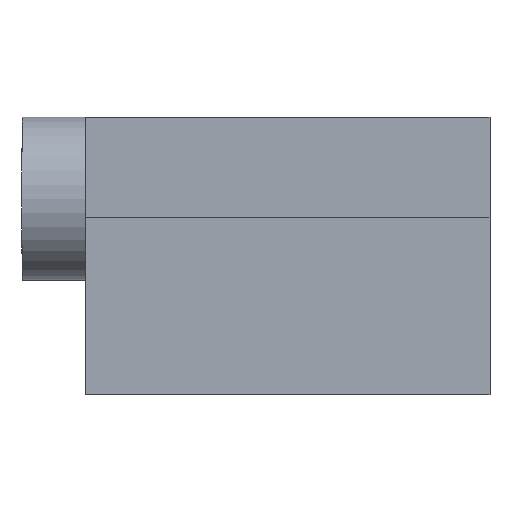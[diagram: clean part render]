
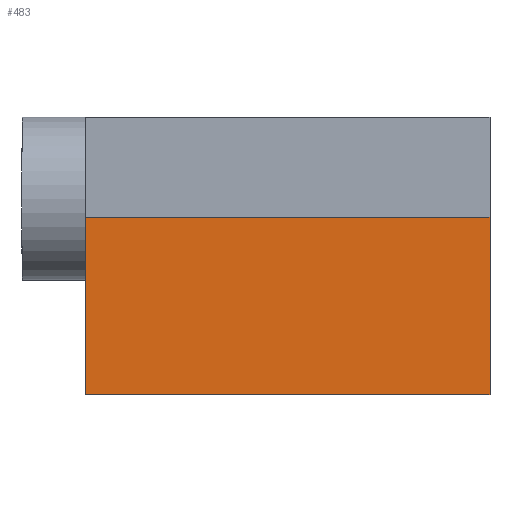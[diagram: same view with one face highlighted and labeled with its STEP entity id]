
A CAD part, front view. The second image highlights one B-rep face of the part: STEP entity #483.
In plain terms, the highlighted planar face has unit normal (0, -1, 0).
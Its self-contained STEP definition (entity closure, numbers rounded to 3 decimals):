
#143 = VERTEX_POINT('',#144);
#144 = CARTESIAN_POINT('',(-2.575,-1.675,0.));
#150 = EDGE_CURVE('',#143,#151,#153,.T.);
#151 = VERTEX_POINT('',#152);
#152 = CARTESIAN_POINT('',(-2.575,-1.675,5.6));
#153 = LINE('',#154,#155);
#154 = CARTESIAN_POINT('',(-2.575,-1.675,2.));
#155 = VECTOR('',#156,1.);
#156 = DIRECTION('',(0.,0.,1.));
#234 = VERTEX_POINT('',#235);
#235 = CARTESIAN_POINT('',(10.175,-1.675,0.));
#241 = EDGE_CURVE('',#143,#234,#242,.T.);
#242 = LINE('',#243,#244);
#243 = CARTESIAN_POINT('',(0.613,-1.675,0.));
#244 = VECTOR('',#245,1.);
#245 = DIRECTION('',(1.,0.,0.));
#313 = EDGE_CURVE('',#151,#314,#316,.T.);
#314 = VERTEX_POINT('',#315);
#315 = CARTESIAN_POINT('',(10.175,-1.675,5.6));
#316 = LINE('',#317,#318);
#317 = CARTESIAN_POINT('',(0.613,-1.675,5.6));
#318 = VECTOR('',#319,1.);
#319 = DIRECTION('',(1.,0.,0.));
#384 = EDGE_CURVE('',#234,#314,#385,.T.);
#385 = LINE('',#386,#387);
#386 = CARTESIAN_POINT('',(10.175,-1.675,2.));
#387 = VECTOR('',#388,1.);
#388 = DIRECTION('',(0.,0.,1.));
#483 = ADVANCED_FACE('',(#484),#490,.T.);
#484 = FACE_BOUND('',#485,.T.);
#485 = EDGE_LOOP('',(#486,#487,#488,#489));
#486 = ORIENTED_EDGE('',*,*,#384,.T.);
#487 = ORIENTED_EDGE('',*,*,#313,.F.);
#488 = ORIENTED_EDGE('',*,*,#150,.F.);
#489 = ORIENTED_EDGE('',*,*,#241,.T.);
#490 = PLANE('',#491);
#491 = AXIS2_PLACEMENT_3D('',#492,#493,#494);
#492 = CARTESIAN_POINT('',(-2.575,-1.675,2.));
#493 = DIRECTION('',(0.,-1.,0.));
#494 = DIRECTION('',(1.,0.,0.));
